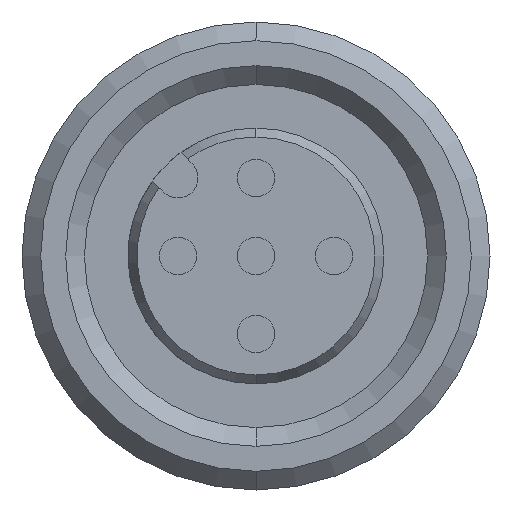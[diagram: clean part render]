
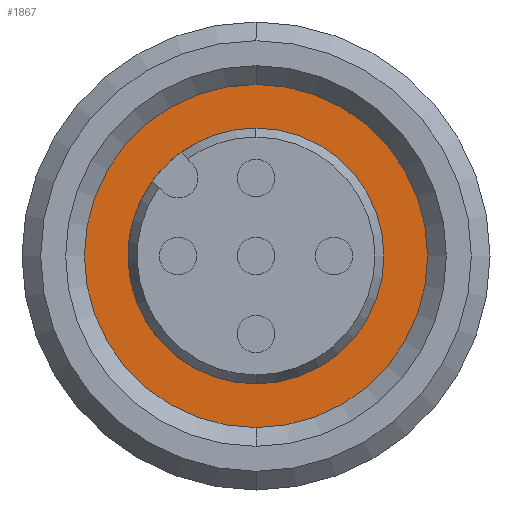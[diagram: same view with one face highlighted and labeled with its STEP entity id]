
A CAD part, left-side view. The second image highlights one B-rep face of the part: STEP entity #1867.
In plain terms, the highlighted planar face has unit normal (-1, 0, 0).
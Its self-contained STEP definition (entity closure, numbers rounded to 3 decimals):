
#41 = DIRECTION ( 'NONE',  ( -1., 0., 0. ) ) ;
#79 = CIRCLE ( 'NONE', #2178, 4.1 ) ;
#88 = CIRCLE ( 'NONE', #1441, 5.5 ) ;
#123 = CARTESIAN_POINT ( 'NONE',  ( -4.2, 0., 0. ) ) ;
#136 = ORIENTED_EDGE ( 'NONE', *, *, #570, .T. ) ;
#179 = VERTEX_POINT ( 'NONE', #1343 ) ;
#251 = CIRCLE ( 'NONE', #576, 4.1 ) ;
#320 = DIRECTION ( 'NONE',  ( 0., 0., -1. ) ) ;
#426 = VERTEX_POINT ( 'NONE', #1145 ) ;
#508 = AXIS2_PLACEMENT_3D ( 'NONE', #1884, #673, #2097 ) ;
#570 = EDGE_CURVE ( 'NONE', #683, #2540, #88, .T. ) ;
#576 = AXIS2_PLACEMENT_3D ( 'NONE', #123, #1545, #320 ) ;
#608 = DIRECTION ( 'NONE',  ( 0., -1., 0. ) ) ;
#673 = DIRECTION ( 'NONE',  ( -1., 0., 0. ) ) ;
#674 = EDGE_CURVE ( 'NONE', #179, #426, #251, .T. ) ;
#683 = VERTEX_POINT ( 'NONE', #2166 ) ;
#815 = FACE_OUTER_BOUND ( 'NONE', #1034, .T. ) ;
#1034 = EDGE_LOOP ( 'NONE', ( #136, #1338 ) ) ;
#1053 = CARTESIAN_POINT ( 'NONE',  ( -4.2, 0., 0. ) ) ;
#1145 = CARTESIAN_POINT ( 'NONE',  ( -4.2, 0., 4.1 ) ) ;
#1187 = ORIENTED_EDGE ( 'NONE', *, *, #674, .F. ) ;
#1196 = ORIENTED_EDGE ( 'NONE', *, *, #2007, .F. ) ;
#1202 = DIRECTION ( 'NONE',  ( -1., 0., 0. ) ) ;
#1253 = DIRECTION ( 'NONE',  ( 0., 0., -1. ) ) ;
#1260 = CARTESIAN_POINT ( 'NONE',  ( -4.2, 0., 0. ) ) ;
#1338 = ORIENTED_EDGE ( 'NONE', *, *, #1610, .T. ) ;
#1343 = CARTESIAN_POINT ( 'NONE',  ( -4.2, 0., -4.1 ) ) ;
#1441 = AXIS2_PLACEMENT_3D ( 'NONE', #1260, #41, #1461 ) ;
#1461 = DIRECTION ( 'NONE',  ( 0., 0., -1. ) ) ;
#1545 = DIRECTION ( 'NONE',  ( -1., 0., 0. ) ) ;
#1575 = CIRCLE ( 'NONE', #508, 5.5 ) ;
#1610 = EDGE_CURVE ( 'NONE', #2540, #683, #1575, .T. ) ;
#1813 = CARTESIAN_POINT ( 'NONE',  ( -4.2, 0., -4.8 ) ) ;
#1867 = ADVANCED_FACE ( 'NONE', ( #815, #2450 ), #2228, .T. ) ;
#1884 = CARTESIAN_POINT ( 'NONE',  ( -4.2, 0., 0. ) ) ;
#1927 = EDGE_LOOP ( 'NONE', ( #1187, #1196 ) ) ;
#2007 = EDGE_CURVE ( 'NONE', #426, #179, #79, .T. ) ;
#2097 = DIRECTION ( 'NONE',  ( 0., 0., -1. ) ) ;
#2100 = AXIS2_PLACEMENT_3D ( 'NONE', #1813, #1202, #608 ) ;
#2159 = CARTESIAN_POINT ( 'NONE',  ( -4.2, 0., 5.5 ) ) ;
#2166 = CARTESIAN_POINT ( 'NONE',  ( -4.2, 0., -5.5 ) ) ;
#2178 = AXIS2_PLACEMENT_3D ( 'NONE', #1053, #2486, #1253 ) ;
#2228 = PLANE ( 'NONE',  #2100 ) ;
#2450 = FACE_BOUND ( 'NONE', #1927, .T. ) ;
#2486 = DIRECTION ( 'NONE',  ( -1., 0., 0. ) ) ;
#2540 = VERTEX_POINT ( 'NONE', #2159 ) ;
